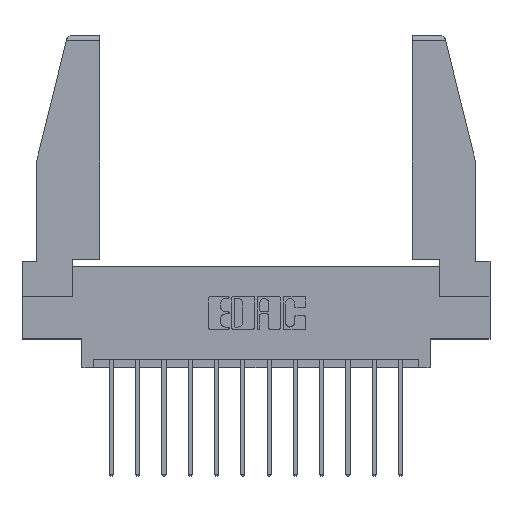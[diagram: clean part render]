
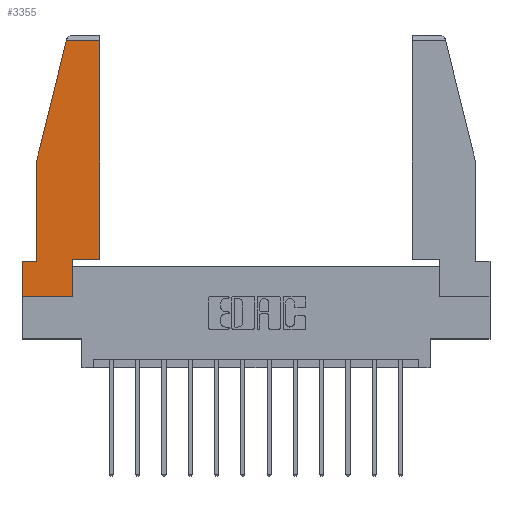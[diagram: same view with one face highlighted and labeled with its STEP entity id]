
A CAD part, top view. The second image highlights one B-rep face of the part: STEP entity #3355.
In plain terms, the highlighted planar face has unit normal (0, 0, 1).
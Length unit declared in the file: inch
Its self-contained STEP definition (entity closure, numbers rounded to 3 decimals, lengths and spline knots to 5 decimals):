
#54 = DIRECTION ( 'NONE',  ( 0., -1., 0. ) ) ;
#229 = CARTESIAN_POINT ( 'NONE',  ( 0., 0., 0. ) ) ;
#255 = CARTESIAN_POINT ( 'NONE',  ( 0.297, 0.223, 0. ) ) ;
#473 = ORIENTED_EDGE ( 'NONE', *, *, #13930, .T. ) ;
#585 = EDGE_CURVE ( 'NONE', #15294, #4928, #14679, .T. ) ;
#591 = CARTESIAN_POINT ( 'NONE',  ( 0., 1.52, 0. ) ) ;
#671 = EDGE_CURVE ( 'NONE', #3701, #15294, #11407, .T. ) ;
#990 = EDGE_CURVE ( 'NONE', #4928, #13575, #1127, .T. ) ;
#1127 = LINE ( 'NONE', #8799, #6097 ) ;
#1424 = CARTESIAN_POINT ( 'NONE',  ( 0.2636, 1.52, 0. ) ) ;
#1618 = VECTOR ( 'NONE', #5028, 39.37008 ) ;
#1808 = CARTESIAN_POINT ( 'NONE',  ( 0.297, 0., 0. ) ) ;
#1825 = DIRECTION ( 'NONE',  ( -1., 0., 0. ) ) ;
#2562 = CARTESIAN_POINT ( 'NONE',  ( 0.461, 1.52, 0. ) ) ;
#2573 = CARTESIAN_POINT ( 'NONE',  ( 0.297, 0., 0. ) ) ;
#3355 = ADVANCED_FACE ( 'NONE', ( #5078 ), #13791, .T. ) ;
#3409 = EDGE_CURVE ( 'NONE', #11024, #10823, #9098, .T. ) ;
#3701 = VERTEX_POINT ( 'NONE', #2562 ) ;
#3780 = DIRECTION ( 'NONE',  ( -0.239, -0.971, 0. ) ) ;
#3851 = ORIENTED_EDGE ( 'NONE', *, *, #7824, .T. ) ;
#3941 = CARTESIAN_POINT ( 'NONE',  ( 0.086, 0.21, 0. ) ) ;
#4076 = LINE ( 'NONE', #7476, #13242 ) ;
#4359 = VECTOR ( 'NONE', #15548, 39.37008 ) ;
#4418 = AXIS2_PLACEMENT_3D ( 'NONE', #229, #11166, #13637 ) ;
#4727 = VERTEX_POINT ( 'NONE', #11735 ) ;
#4830 = EDGE_CURVE ( 'NONE', #10835, #4727, #4076, .T. ) ;
#4928 = VERTEX_POINT ( 'NONE', #11383 ) ;
#4972 = VERTEX_POINT ( 'NONE', #11418 ) ;
#5028 = DIRECTION ( 'NONE',  ( 0., 1., 0. ) ) ;
#5078 = FACE_OUTER_BOUND ( 'NONE', #15611, .T. ) ;
#5217 = ORIENTED_EDGE ( 'NONE', *, *, #10222, .T. ) ;
#5467 = VECTOR ( 'NONE', #5772, 39.37008 ) ;
#5592 = CARTESIAN_POINT ( 'NONE',  ( 0.297, 0.223, 0. ) ) ;
#5772 = DIRECTION ( 'NONE',  ( 1., 0., 0. ) ) ;
#5988 = CARTESIAN_POINT ( 'NONE',  ( 0.271, 1.55, 0. ) ) ;
#6097 = VECTOR ( 'NONE', #12523, 39.37008 ) ;
#7078 = ORIENTED_EDGE ( 'NONE', *, *, #3409, .T. ) ;
#7206 = CARTESIAN_POINT ( 'NONE',  ( 0., 0., 0. ) ) ;
#7439 = VECTOR ( 'NONE', #13116, 39.37008 ) ;
#7476 = CARTESIAN_POINT ( 'NONE',  ( 0., 0.21, 0. ) ) ;
#7824 = EDGE_CURVE ( 'NONE', #10823, #4972, #14469, .T. ) ;
#8799 = CARTESIAN_POINT ( 'NONE',  ( 0.086, 0.8, 0. ) ) ;
#9088 = LINE ( 'NONE', #7206, #5467 ) ;
#9098 = LINE ( 'NONE', #2573, #1618 ) ;
#9670 = EDGE_CURVE ( 'NONE', #4727, #11024, #9088, .T. ) ;
#9876 = VECTOR ( 'NONE', #3780, 39.37008 ) ;
#9910 = DIRECTION ( 'NONE',  ( -1., 0., 0. ) ) ;
#10222 = EDGE_CURVE ( 'NONE', #13575, #10835, #14204, .T. ) ;
#10806 = ORIENTED_EDGE ( 'NONE', *, *, #990, .T. ) ;
#10823 = VERTEX_POINT ( 'NONE', #255 ) ;
#10835 = VERTEX_POINT ( 'NONE', #13351 ) ;
#10994 = ORIENTED_EDGE ( 'NONE', *, *, #4830, .T. ) ;
#11024 = VERTEX_POINT ( 'NONE', #1808 ) ;
#11166 = DIRECTION ( 'NONE',  ( 0., 0., 1. ) ) ;
#11319 = ORIENTED_EDGE ( 'NONE', *, *, #585, .T. ) ;
#11383 = CARTESIAN_POINT ( 'NONE',  ( 0.086, 0.8, 0. ) ) ;
#11407 = LINE ( 'NONE', #591, #13542 ) ;
#11418 = CARTESIAN_POINT ( 'NONE',  ( 0.461, 0.223, 0. ) ) ;
#11735 = CARTESIAN_POINT ( 'NONE',  ( 0., 0., 0. ) ) ;
#12182 = CARTESIAN_POINT ( 'NONE',  ( 0., 0.21, 0. ) ) ;
#12430 = ORIENTED_EDGE ( 'NONE', *, *, #9670, .T. ) ;
#12523 = DIRECTION ( 'NONE',  ( 0., -1., 0. ) ) ;
#13116 = DIRECTION ( 'NONE',  ( 0., 1., 0. ) ) ;
#13242 = VECTOR ( 'NONE', #54, 39.37008 ) ;
#13351 = CARTESIAN_POINT ( 'NONE',  ( 0., 0.21, 0. ) ) ;
#13542 = VECTOR ( 'NONE', #1825, 39.37008 ) ;
#13575 = VERTEX_POINT ( 'NONE', #3941 ) ;
#13637 = DIRECTION ( 'NONE',  ( 1., 0., 0. ) ) ;
#13791 = PLANE ( 'NONE',  #4418 ) ;
#13930 = EDGE_CURVE ( 'NONE', #4972, #3701, #14482, .T. ) ;
#14204 = LINE ( 'NONE', #12182, #15177 ) ;
#14357 = ORIENTED_EDGE ( 'NONE', *, *, #671, .T. ) ;
#14407 = CARTESIAN_POINT ( 'NONE',  ( 0.461, 0.223, 0. ) ) ;
#14469 = LINE ( 'NONE', #5592, #4359 ) ;
#14482 = LINE ( 'NONE', #14407, #7439 ) ;
#14679 = LINE ( 'NONE', #5988, #9876 ) ;
#15177 = VECTOR ( 'NONE', #9910, 39.37008 ) ;
#15294 = VERTEX_POINT ( 'NONE', #1424 ) ;
#15548 = DIRECTION ( 'NONE',  ( 1., 0., 0. ) ) ;
#15611 = EDGE_LOOP ( 'NONE', ( #473, #14357, #11319, #10806, #5217, #10994, #12430, #7078, #3851 ) ) ;
